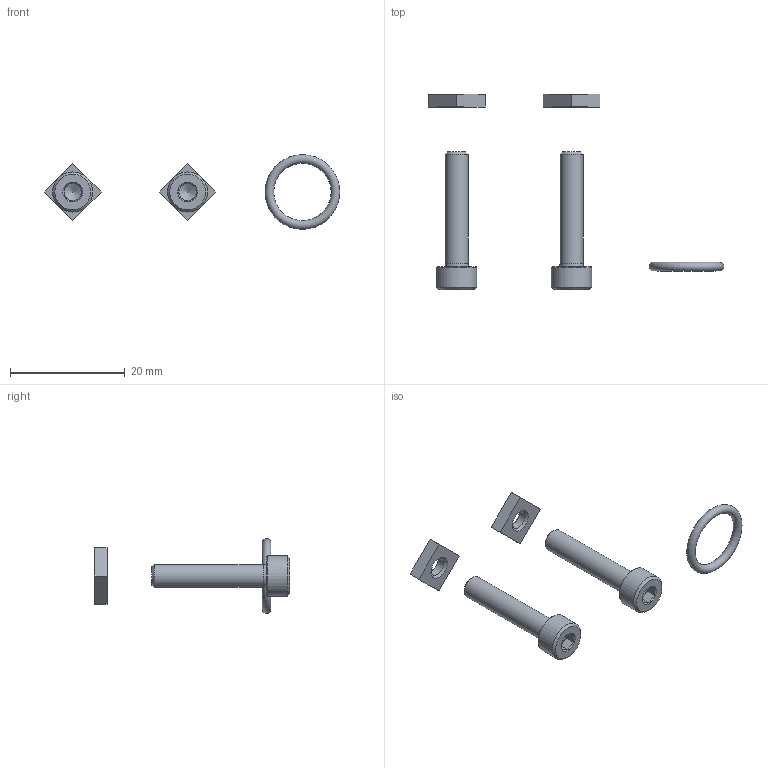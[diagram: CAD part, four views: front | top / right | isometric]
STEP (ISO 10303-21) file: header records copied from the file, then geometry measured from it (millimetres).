
FILE_DESCRIPTION(/* description */ ('STEP AP214'),/* implementation_level */ '2;1');
FILE_NAME(/* name */ '8108270_VAME-P18-K-P5',/* time_stamp */ '2024-09-16T07:28:19+02:00',/* author */ ('License CC BY-ND 4.0'),/* organization */ ('CADENAS'),/* preprocessor_version */ 'ST-DEVELOPER v19.3',/* originating_system */ 'PARTsolutions',/* authorisation */ ' ');
FILE_SCHEMA (('AUTOMOTIVE_DESIGN {1 0 10303 214 3 1 1}'));
Length unit declared in the file: millimetre
Products named in the file (4): 8108270 VAME-P18-K-P5; 5341123 B-11.5x1.5-N-HNBR70; DIN-912 - M4x20(F); DIN 562 M4
Assembly tree (5 placements, depth 2):
  8108270 VAME-P18-K-P5
    5341123 B-11.5x1.5-N-HNBR70
    DIN-912 - M4x20(F)  x2
    DIN 562 M4  x2
Bounding box: 51.45 x 34 x 13 mm (x, y, z)
Volume: 1009.6 mm3; surface area: 1346.3 mm2
Topology: 5 solids, 5 shells, 75 faces, 146 edges, 81 vertices
Faces by surface type: plane 42, cone 26, cylinder 6, torus 1
Full cylindrical faces by diameter (mm): 3.242 x2, 4 x2, 7 x2
Entity records: 1002 total; most frequent: CARTESIAN_POINT 168, DIRECTION 166, ORIENTED_EDGE 120, AXIS2_PLACEMENT_3D 68, EDGE_CURVE 60, FACE_BOUND 52, EDGE_LOOP 50, VERTEX_POINT 40
